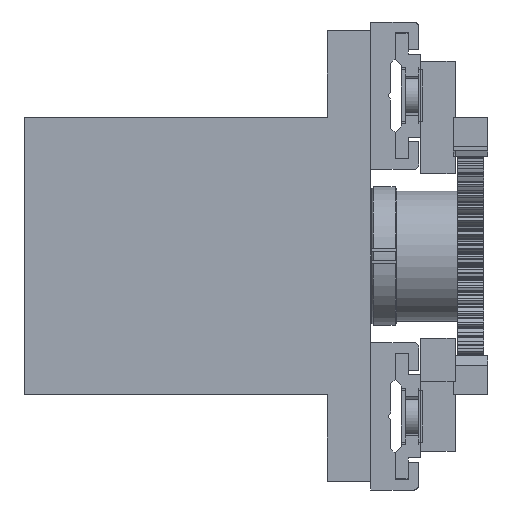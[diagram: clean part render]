
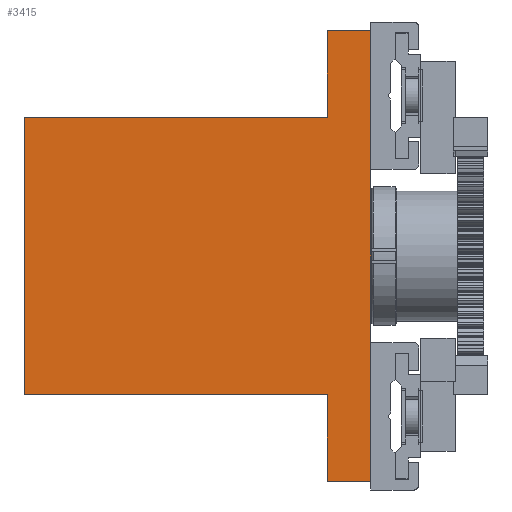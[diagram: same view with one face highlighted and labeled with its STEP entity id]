
A CAD part, front view. The second image highlights one B-rep face of the part: STEP entity #3415.
In plain terms, the highlighted planar face has unit normal (0, -1, 0).
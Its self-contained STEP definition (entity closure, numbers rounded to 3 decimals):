
#3415=ADVANCED_FACE('',(#5388),#4741,.F.);
#4741=PLANE('',#26356);
#5388=FACE_OUTER_BOUND('',#6723,.T.);
#6723=EDGE_LOOP('',(#8769,#8770,#8771,#8772,#8773,#8774,#8775,#8776));
#8769=ORIENTED_EDGE('',*,*,#18352,.T.);
#8770=ORIENTED_EDGE('',*,*,#18353,.F.);
#8771=ORIENTED_EDGE('',*,*,#18354,.T.);
#8772=ORIENTED_EDGE('',*,*,#18355,.T.);
#8773=ORIENTED_EDGE('',*,*,#18356,.F.);
#8774=ORIENTED_EDGE('',*,*,#18357,.F.);
#8775=ORIENTED_EDGE('',*,*,#18358,.T.);
#8776=ORIENTED_EDGE('',*,*,#18359,.T.);
#15771=VERTEX_POINT('',#37581);
#15772=VERTEX_POINT('',#37582);
#15773=VERTEX_POINT('',#37584);
#15774=VERTEX_POINT('',#37586);
#15775=VERTEX_POINT('',#37588);
#15776=VERTEX_POINT('',#37590);
#15777=VERTEX_POINT('',#37592);
#15778=VERTEX_POINT('',#37594);
#18352=EDGE_CURVE('',#15771,#15772,#22016,.T.);
#18353=EDGE_CURVE('',#15773,#15772,#22017,.T.);
#18354=EDGE_CURVE('',#15773,#15774,#22018,.T.);
#18355=EDGE_CURVE('',#15774,#15775,#22019,.T.);
#18356=EDGE_CURVE('',#15776,#15775,#22020,.T.);
#18357=EDGE_CURVE('',#15777,#15776,#22021,.T.);
#18358=EDGE_CURVE('',#15777,#15778,#22022,.T.);
#18359=EDGE_CURVE('',#15778,#15771,#22023,.T.);
#22016=LINE('',#37580,#24173);
#22017=LINE('',#37583,#24174);
#22018=LINE('',#37585,#24175);
#22019=LINE('',#37587,#24176);
#22020=LINE('',#37589,#24177);
#22021=LINE('',#37591,#24178);
#22022=LINE('',#37593,#24179);
#22023=LINE('',#37595,#24180);
#24173=VECTOR('',#29689,1.);
#24174=VECTOR('',#29690,1.);
#24175=VECTOR('',#29691,1.);
#24176=VECTOR('',#29692,1.);
#24177=VECTOR('',#29693,1.);
#24178=VECTOR('',#29694,1.);
#24179=VECTOR('',#29695,1.);
#24180=VECTOR('',#29696,1.);
#26356=AXIS2_PLACEMENT_3D('',#37596,#29697,#29698);
#29689=DIRECTION('',(0.,0.,-1.));
#29690=DIRECTION('',(-1.,0.,0.));
#29691=DIRECTION('',(0.,0.,-1.));
#29692=DIRECTION('',(1.,0.,0.));
#29693=DIRECTION('',(0.,0.,-1.));
#29694=DIRECTION('',(1.,0.,0.));
#29695=DIRECTION('',(0.,0.,-1.));
#29696=DIRECTION('',(-1.,0.,0.));
#29697=DIRECTION('',(0.,1.,0.));
#29698=DIRECTION('',(0.,0.,1.));
#37580=CARTESIAN_POINT('',(0.,-36.,16.));
#37581=CARTESIAN_POINT('',(0.,-36.,16.));
#37582=CARTESIAN_POINT('',(0.,-36.,-16.));
#37583=CARTESIAN_POINT('',(40.,-36.,-16.));
#37584=CARTESIAN_POINT('',(35.,-36.,-16.));
#37585=CARTESIAN_POINT('',(35.,-36.,-16.));
#37586=CARTESIAN_POINT('',(35.,-36.,-26.));
#37587=CARTESIAN_POINT('',(35.,-36.,-26.));
#37588=CARTESIAN_POINT('',(40.,-36.,-26.));
#37589=CARTESIAN_POINT('',(40.,-36.,16.));
#37590=CARTESIAN_POINT('',(40.,-36.,26.));
#37591=CARTESIAN_POINT('',(35.,-36.,26.));
#37592=CARTESIAN_POINT('',(35.,-36.,26.));
#37593=CARTESIAN_POINT('',(35.,-36.,26.));
#37594=CARTESIAN_POINT('',(35.,-36.,16.));
#37595=CARTESIAN_POINT('',(40.,-36.,16.));
#37596=CARTESIAN_POINT('',(40.,-36.,16.));
